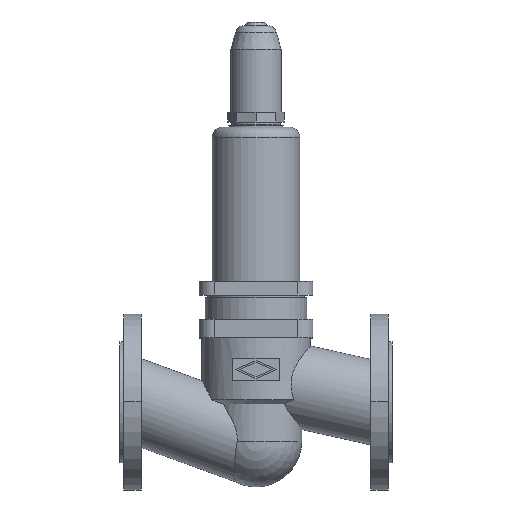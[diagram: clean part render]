
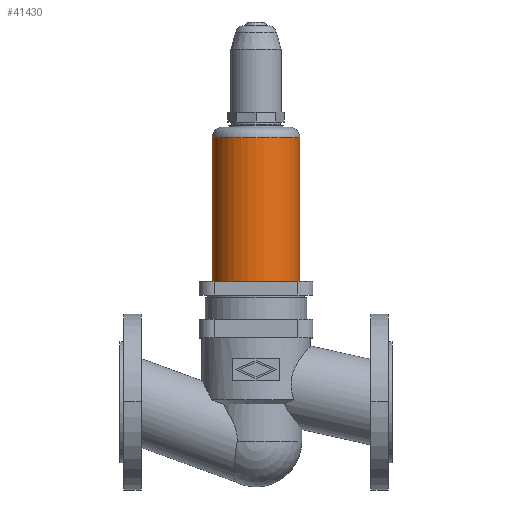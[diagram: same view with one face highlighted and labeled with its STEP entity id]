
A CAD part, top view. The second image highlights one B-rep face of the part: STEP entity #41430.
In plain terms, the highlighted cylindrical face has radius 50 mm (diameter 100 mm), a partial arc.
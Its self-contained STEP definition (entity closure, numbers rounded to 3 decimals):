
#29820=CARTESIAN_POINT('',(87.75,137.68,0.));
#29830=DIRECTION('',(0.,1.,0.));
#29840=DIRECTION('',(-1.,0.,0.));
#29850=AXIS2_PLACEMENT_3D('',#29820,#29830,#29840);
#29860=PLANE('',#29850);
#31200=CARTESIAN_POINT('',(155.,137.68,0.));
#31210=DIRECTION('',(0.,1.,0.));
#31220=DIRECTION('',(-1.,0.,0.));
#31230=AXIS2_PLACEMENT_3D('',#31200,#31210,#31220);
#31240=CIRCLE('',#31230,50.);
#31250=CARTESIAN_POINT('',(205.,137.68,0.));
#31260=VERTEX_POINT('',#31250);
#31270=CARTESIAN_POINT('',(105.,137.68,0.));
#31280=VERTEX_POINT('',#31270);
#31290=CARTESIAN_POINT('',(155.,219.34,0.));
#31300=DIRECTION('',(0.,-1.,0.));
#31310=DIRECTION('',(-1.,0.,0.));
#31320=AXIS2_PLACEMENT_3D('',#31290,#31300,#31310);
#31330=CYLINDRICAL_SURFACE('',#31320,50.);
#31370=SURFACE_CURVE('',#31240,(#31330,#29860),.CURVE_3D.);
#31380=EDGE_CURVE('',#31280,#31260,#31370,.T.);
#31430=CARTESIAN_POINT('',(155.,301.,0.));
#31440=DIRECTION('',(0.,1.,0.));
#31450=DIRECTION('',(1.,0.,0.));
#31460=AXIS2_PLACEMENT_3D('',#31430,#31440,#31450);
#31470=CIRCLE('',#31460,50.);
#31500=CARTESIAN_POINT('',(105.,301.,0.));
#31510=VERTEX_POINT('',#31500);
#31520=CARTESIAN_POINT('',(155.,301.,0.));
#31530=DIRECTION('',(0.,1.,0.));
#31540=DIRECTION('',(1.,0.,0.));
#31550=AXIS2_PLACEMENT_3D('',#31520,#31530,#31540);
#31560=TOROIDAL_SURFACE('',#31550,38.,12.);
#31600=CARTESIAN_POINT('',(105.,219.34,0.));
#31610=DIRECTION('',(0.,-1.,0.));
#31620=VECTOR('',#31610,1.);
#31630=LINE('',#31600,#31620);
#31640=SURFACE_CURVE('',#31630,(#31330,#31330),.CURVE_3D.);
#31650=EDGE_CURVE('',#31510,#31280,#31640,.T.);
#31680=CARTESIAN_POINT('',(205.,219.34,0.));
#31690=DIRECTION('',(0.,-1.,0.));
#31700=VECTOR('',#31690,1.);
#31710=LINE('',#31680,#31700);
#31720=CARTESIAN_POINT('',(205.,301.,0.));
#31730=VERTEX_POINT('',#31720);
#31740=SURFACE_CURVE('',#31710,(#31330,#31330),.CURVE_3D.);
#31750=EDGE_CURVE('',#31730,#31260,#31740,.T.);
#41350=ORIENTED_EDGE('',*,*,#31650,.T.);
#41360=SURFACE_CURVE('',#31470,(#31330,#31560),.CURVE_3D.);
#41370=EDGE_CURVE('',#31510,#31730,#41360,.T.);
#41380=ORIENTED_EDGE('',*,*,#41370,.F.);
#41390=ORIENTED_EDGE('',*,*,#31750,.F.);
#41400=ORIENTED_EDGE('',*,*,#31380,.T.);
#41410=EDGE_LOOP('',(#41400,#41390,#41380,#41350));
#41420=FACE_OUTER_BOUND('',#41410,.T.);
#41430=ADVANCED_FACE('',(#41420),#31330,.T.);
